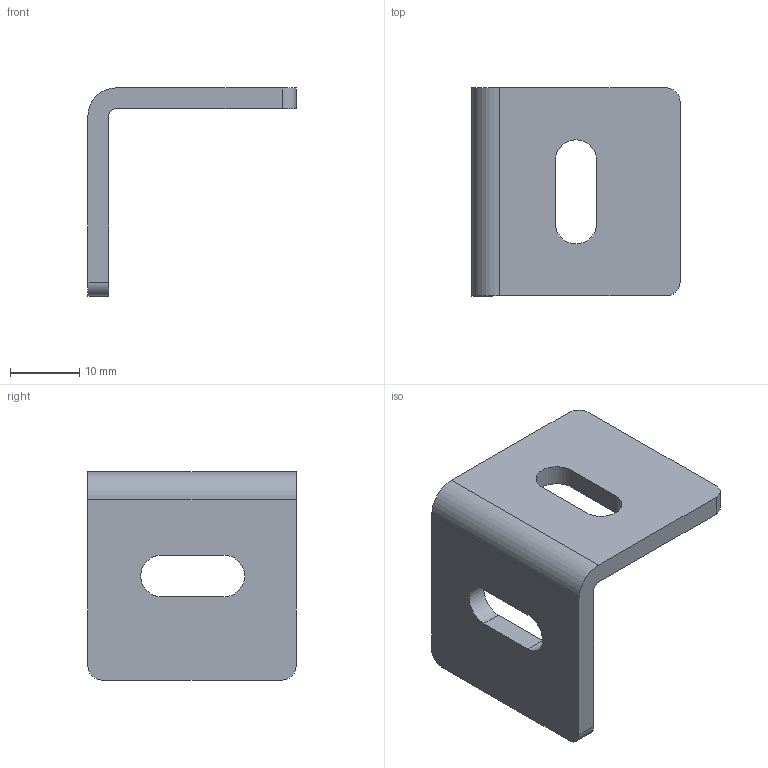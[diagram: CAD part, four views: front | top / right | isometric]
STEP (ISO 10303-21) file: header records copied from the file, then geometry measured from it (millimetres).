
FILE_DESCRIPTION(/* description */ ('ANGOLARE 30X30X3 CON 2 ASOLE'),/* implementation_level */ '2;1');
FILE_NAME(/* name */ 'DANXX0000042.stp',/* time_stamp */ '2018-06-19T08:55:58+02:00',/* author */ ('fzagni'),/* organization */ (''),/* preprocessor_version */ 'ST-DEVELOPER v16.1',/* originating_system */ 'Autodesk Inventor 2016',/* authorisation */ '');
FILE_SCHEMA (('AUTOMOTIVE_DESIGN { 1 0 10303 214 3 1 1 }'));
Length unit declared in the file: millimetre
Products named in the file (1): 28.032.00
Bounding box: 30 x 30 x 30 mm (x, y, z)
Volume: 4529.5 mm3; surface area: 3746 mm2
Topology: 1 solids, 1 shells, 22 faces, 60 edges, 40 vertices
Faces by surface type: plane 12, cylinder 10
Entity records: 736 total; most frequent: DIRECTION 126, CARTESIAN_POINT 123, ORIENTED_EDGE 120, EDGE_CURVE 60, AXIS2_PLACEMENT_3D 43, LINE 40, VECTOR 40, VERTEX_POINT 40
